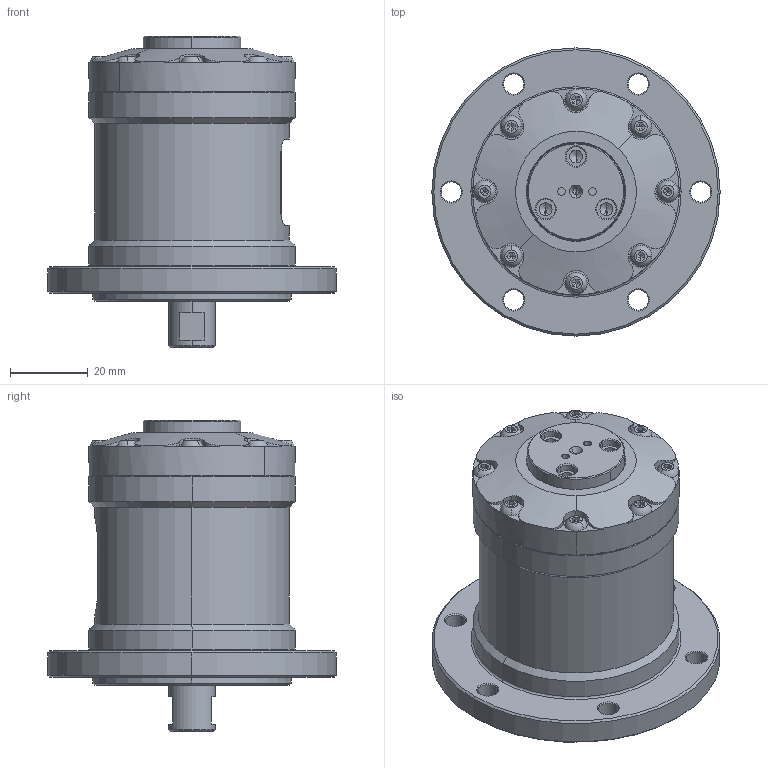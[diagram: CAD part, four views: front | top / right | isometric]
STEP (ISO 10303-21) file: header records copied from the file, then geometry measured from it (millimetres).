
FILE_DESCRIPTION (( 'STEP AP203' ), '1' );
FILE_NAME ('64拸癹唅蛌芛-B.STEP', '2021-05-22T06:56:00', ( 'User' ), ( 'Microsoft' ), 'SwSTEP 2.0', 'SolidWorks 2015', '' );
FILE_SCHEMA (( 'CONFIG_CONTROL_DESIGN' ));
Length unit declared in the file: millimetre
Products named in the file (8): hexagon socket button head screws gb_GB_SOCKET_TYPE7 M3X6-N; hexagon socket button head screws gb_GB_SOCKET_TYPE7 M3X12-N; 64拸癹唅蛌芛-B; 64无限旋转头主体-链接用; LOGOﾅﾆ; 64无限旋转头芯轴-链接用; 64旋转头轴承盖-法兰型; 小型中实无限旋转头轴承盖
Assembly tree (19 placements, depth 2):
  64拸癹唅蛌芛-B
    64无限旋转头主体-链接用
    LOGOﾅﾆ
    64无限旋转头芯轴-链接用
    64旋转头轴承盖-法兰型
    小型中实无限旋转头轴承盖
    hexagon socket button head screws gb_GB_SOCKET_TYPE7 M3X6-N  x6
    hexagon socket button head screws gb_GB_SOCKET_TYPE7 M3X12-N  x8
Bounding box: 74 x 74 x 80 mm (x, y, z)
Volume: 143406.9 mm3; surface area: 43024.3 mm2
Topology: 19 solids, 19 shells, 1564 faces, 3875 edges, 2457 vertices
Faces by surface type: plane 718, bspline 375, cylinder 256, cone 181, sphere 28, torus 6
Entity records: 59719 total; most frequent: CARTESIAN_POINT 28272, ORIENTED_EDGE 6802, DIRECTION 5189, EDGE_CURVE 3401, VERTEX_POINT 2205, LINE 1985, VECTOR 1985, AXIS2_PLACEMENT_3D 1602
